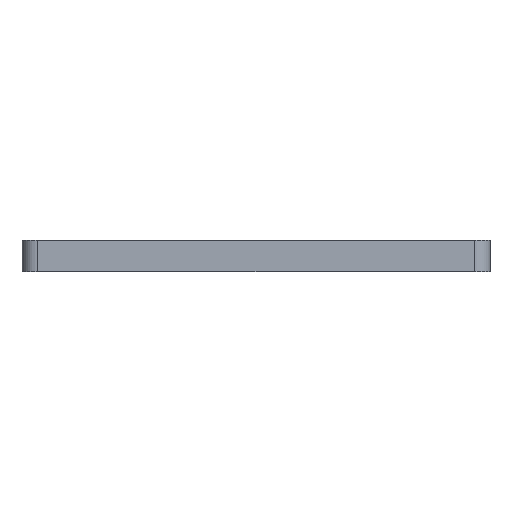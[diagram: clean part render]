
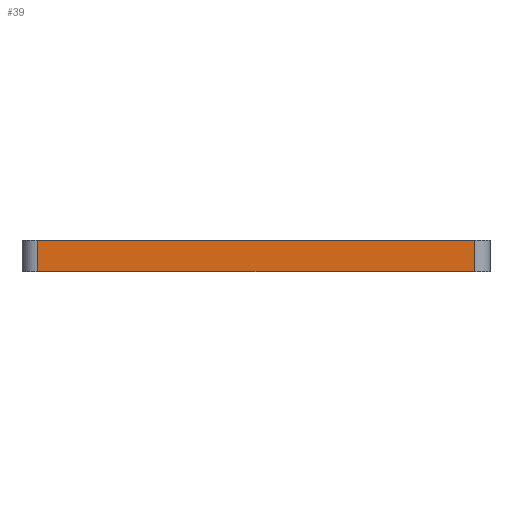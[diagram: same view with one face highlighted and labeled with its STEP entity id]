
A CAD part, front view. The second image highlights one B-rep face of the part: STEP entity #39.
In plain terms, the highlighted planar face has unit normal (0, -1, 0).
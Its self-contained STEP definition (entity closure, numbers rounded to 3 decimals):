
#7 = EDGE_CURVE ( 'NONE', #839, #14, #541, .T. ) ;
#14 = VERTEX_POINT ( 'NONE', #425 ) ;
#39 = ADVANCED_FACE ( 'NONE', ( #616 ), #43, .F. ) ;
#43 = PLANE ( 'NONE',  #783 ) ;
#64 = CARTESIAN_POINT ( 'NONE',  ( 2., 0., 4. ) ) ;
#73 = VERTEX_POINT ( 'NONE', #358 ) ;
#79 = CARTESIAN_POINT ( 'NONE',  ( 58., 0., 4. ) ) ;
#82 = VECTOR ( 'NONE', #293, 1000. ) ;
#98 = CARTESIAN_POINT ( 'NONE',  ( 2., 0., 4. ) ) ;
#104 = DIRECTION ( 'NONE',  ( -1., 0., 0. ) ) ;
#135 = LINE ( 'NONE', #440, #218 ) ;
#144 = EDGE_CURVE ( 'NONE', #73, #231, #135, .T. ) ;
#209 = DIRECTION ( 'NONE',  ( 1., 0., 0. ) ) ;
#217 = ORIENTED_EDGE ( 'NONE', *, *, #414, .T. ) ;
#218 = VECTOR ( 'NONE', #600, 1000. ) ;
#225 = DIRECTION ( 'NONE',  ( 0., 1., 0. ) ) ;
#231 = VERTEX_POINT ( 'NONE', #525 ) ;
#293 = DIRECTION ( 'NONE',  ( 0., 0., -1. ) ) ;
#358 = CARTESIAN_POINT ( 'NONE',  ( 2., 0., 0. ) ) ;
#414 = EDGE_CURVE ( 'NONE', #231, #14, #680, .T. ) ;
#420 = ORIENTED_EDGE ( 'NONE', *, *, #7, .F. ) ;
#425 = CARTESIAN_POINT ( 'NONE',  ( 58., 0., 4. ) ) ;
#427 = VECTOR ( 'NONE', #789, 1000. ) ;
#435 = EDGE_LOOP ( 'NONE', ( #718, #217, #420, #523 ) ) ;
#440 = CARTESIAN_POINT ( 'NONE',  ( 30., 0., 0. ) ) ;
#483 = LINE ( 'NONE', #98, #82 ) ;
#523 = ORIENTED_EDGE ( 'NONE', *, *, #708, .T. ) ;
#525 = CARTESIAN_POINT ( 'NONE',  ( 58., 0., 0. ) ) ;
#541 = LINE ( 'NONE', #794, #785 ) ;
#600 = DIRECTION ( 'NONE',  ( 1., 0., 0. ) ) ;
#616 = FACE_OUTER_BOUND ( 'NONE', #435, .T. ) ;
#680 = LINE ( 'NONE', #79, #427 ) ;
#708 = EDGE_CURVE ( 'NONE', #839, #73, #483, .T. ) ;
#718 = ORIENTED_EDGE ( 'NONE', *, *, #144, .T. ) ;
#783 = AXIS2_PLACEMENT_3D ( 'NONE', #812, #225, #104 ) ;
#785 = VECTOR ( 'NONE', #209, 1000. ) ;
#789 = DIRECTION ( 'NONE',  ( 0., 0., 1. ) ) ;
#794 = CARTESIAN_POINT ( 'NONE',  ( 30., 0., 4. ) ) ;
#812 = CARTESIAN_POINT ( 'NONE',  ( 30., 0., 4. ) ) ;
#839 = VERTEX_POINT ( 'NONE', #64 ) ;
